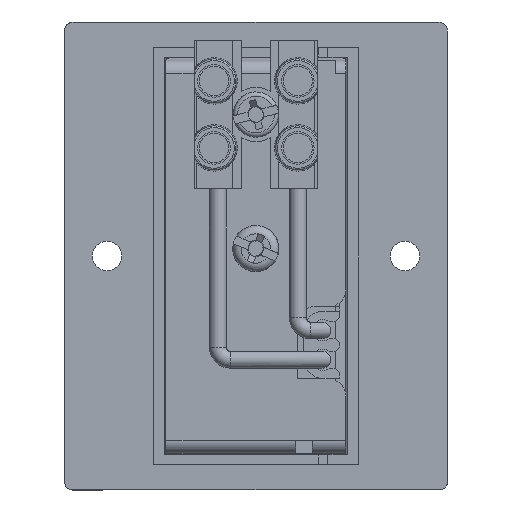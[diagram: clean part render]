
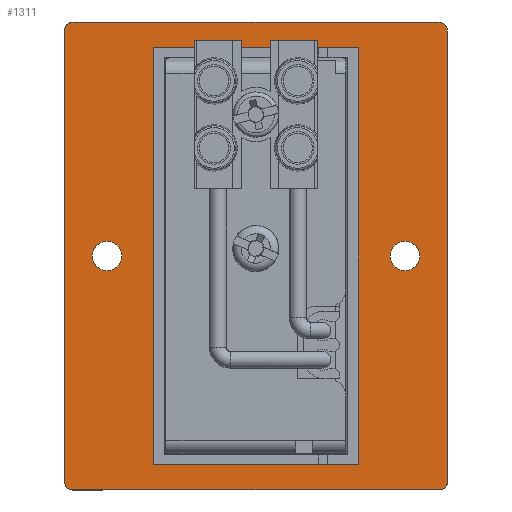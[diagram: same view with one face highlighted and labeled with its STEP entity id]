
A CAD part, left-side view. The second image highlights one B-rep face of the part: STEP entity #1311.
In plain terms, the highlighted face is planar.
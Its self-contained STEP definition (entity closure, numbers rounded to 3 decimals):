
#1311 = ADVANCED_FACE( '', ( #2681, #2682, #2683, #2684 ), #2685, .T. );
#2681 = FACE_BOUND( '', #6360, .T. );
#2682 = FACE_BOUND( '', #6361, .T. );
#2683 = FACE_OUTER_BOUND( '', #6362, .T. );
#2684 = FACE_BOUND( '', #6363, .T. );
#2685 = PLANE( '', #6364 );
#6360 = EDGE_LOOP( '', ( #12484 ) );
#6361 = EDGE_LOOP( '', ( #12485, #12486, #12487, #12488 ) );
#6362 = EDGE_LOOP( '', ( #12489, #12490, #12491, #12492, #12493, #12494, #12495, #12496 ) );
#6363 = EDGE_LOOP( '', ( #12497 ) );
#6364 = AXIS2_PLACEMENT_3D( '', #12498, #12499, #12500 );
#12484 = ORIENTED_EDGE( '', *, *, #15751, .T. );
#12485 = ORIENTED_EDGE( '', *, *, #15187, .F. );
#12486 = ORIENTED_EDGE( '', *, *, #15001, .F. );
#12487 = ORIENTED_EDGE( '', *, *, #15752, .F. );
#12488 = ORIENTED_EDGE( '', *, *, #15753, .F. );
#12489 = ORIENTED_EDGE( '', *, *, #15029, .F. );
#12490 = ORIENTED_EDGE( '', *, *, #15452, .T. );
#12491 = ORIENTED_EDGE( '', *, *, #14782, .F. );
#12492 = ORIENTED_EDGE( '', *, *, #14875, .T. );
#12493 = ORIENTED_EDGE( '', *, *, #15663, .F. );
#12494 = ORIENTED_EDGE( '', *, *, #14984, .T. );
#12495 = ORIENTED_EDGE( '', *, *, #15355, .F. );
#12496 = ORIENTED_EDGE( '', *, *, #15754, .T. );
#12497 = ORIENTED_EDGE( '', *, *, #15164, .T. );
#12498 = CARTESIAN_POINT( '', ( 27.94, -14.478, 0. ) );
#12499 = DIRECTION( '', ( 0., 0., -1. ) );
#12500 = DIRECTION( '', ( -1., 0., 0. ) );
#14782 = EDGE_CURVE( '', #16519, #16520, #16521, .T. );
#14875 = EDGE_CURVE( '', #16519, #16679, #16681, .T. );
#14984 = EDGE_CURVE( '', #16868, #16871, #16873, .T. );
#15001 = EDGE_CURVE( '', #16899, #16901, #16902, .T. );
#15029 = EDGE_CURVE( '', #16949, #16944, #16951, .T. );
#15164 = EDGE_CURVE( '', #17173, #17173, #17174, .F. );
#15187 = EDGE_CURVE( '', #16901, #17210, #17211, .T. );
#15355 = EDGE_CURVE( '', #17477, #16871, #17478, .T. );
#15452 = EDGE_CURVE( '', #16949, #16520, #17633, .T. );
#15663 = EDGE_CURVE( '', #16868, #16679, #17935, .T. );
#15751 = EDGE_CURVE( '', #18055, #18055, #18056, .F. );
#15752 = EDGE_CURVE( '', #18057, #16899, #18058, .T. );
#15753 = EDGE_CURVE( '', #17210, #18057, #18059, .T. );
#15754 = EDGE_CURVE( '', #17477, #16944, #18060, .T. );
#16519 = VERTEX_POINT( '', #19062 );
#16520 = VERTEX_POINT( '', #19063 );
#16521 = LINE( '', #19064, #19065 );
#16679 = VERTEX_POINT( '', #19354 );
#16681 = CIRCLE( '', #19357, 1.075 );
#16868 = VERTEX_POINT( '', #19731 );
#16871 = VERTEX_POINT( '', #19738 );
#16873 = CIRCLE( '', #19741, 1.075 );
#16899 = VERTEX_POINT( '', #19770 );
#16901 = VERTEX_POINT( '', #19773 );
#16902 = LINE( '', #19774, #19775 );
#16944 = VERTEX_POINT( '', #19853 );
#16949 = VERTEX_POINT( '', #19860 );
#16951 = LINE( '', #19863, #19864 );
#17173 = VERTEX_POINT( '', #20784 );
#17174 = CIRCLE( '', #20785, 1.75 );
#17210 = VERTEX_POINT( '', #20833 );
#17211 = LINE( '', #20834, #20835 );
#17477 = VERTEX_POINT( '', #21914 );
#17478 = LINE( '', #21915, #21916 );
#17633 = CIRCLE( '', #22175, 1. );
#17935 = LINE( '', #22697, #22698 );
#18055 = VERTEX_POINT( '', #22867 );
#18056 = CIRCLE( '', #22868, 1.75 );
#18057 = VERTEX_POINT( '', #22869 );
#18058 = LINE( '', #22870, #22871 );
#18059 = LINE( '', #22872, #22873 );
#18060 = CIRCLE( '', #22874, 1. );
#19062 = CARTESIAN_POINT( '', ( 26.865, 22.86, 0. ) );
#19063 = CARTESIAN_POINT( '', ( -26.94, 22.86, 0. ) );
#19064 = CARTESIAN_POINT( '', ( 27.94, 22.86, 0. ) );
#19065 = VECTOR( '', #25002, 1000. );
#19354 = CARTESIAN_POINT( '', ( 27.94, 21.785, 0. ) );
#19357 = AXIS2_PLACEMENT_3D( '', #25106, #25107, #25108 );
#19731 = CARTESIAN_POINT( '', ( 27.94, -21.785, 0. ) );
#19738 = CARTESIAN_POINT( '', ( 26.865, -22.86, 0. ) );
#19741 = AXIS2_PLACEMENT_3D( '', #25209, #25210, #25211 );
#19770 = CARTESIAN_POINT( '', ( -24.892, -12.192, 0. ) );
#19773 = CARTESIAN_POINT( '', ( -24.892, 12.192, 0. ) );
#19774 = CARTESIAN_POINT( '', ( -24.892, -14.478, 0. ) );
#19775 = VECTOR( '', #25240, 1000. );
#19853 = CARTESIAN_POINT( '', ( -27.94, -21.86, 0. ) );
#19860 = CARTESIAN_POINT( '', ( -27.94, 21.86, 0. ) );
#19863 = CARTESIAN_POINT( '', ( -27.94, 14.478, 0. ) );
#19864 = VECTOR( '', #25264, 1000. );
#20784 = CARTESIAN_POINT( '', ( -1.75, -17.78, 0. ) );
#20785 = AXIS2_PLACEMENT_3D( '', #25405, #25406, #25407 );
#20833 = CARTESIAN_POINT( '', ( 24.892, 12.192, 0. ) );
#20834 = CARTESIAN_POINT( '', ( 27.94, 12.192, 0. ) );
#20835 = VECTOR( '', #25432, 1000. );
#21914 = CARTESIAN_POINT( '', ( -26.94, -22.86, 0. ) );
#21915 = CARTESIAN_POINT( '', ( -27.94, -22.86, 0. ) );
#21916 = VECTOR( '', #25611, 1000. );
#22175 = AXIS2_PLACEMENT_3D( '', #25733, #25734, #25735 );
#22697 = CARTESIAN_POINT( '', ( 27.94, -14.478, 0. ) );
#22698 = VECTOR( '', #25967, 1000. );
#22867 = CARTESIAN_POINT( '', ( -1.75, 17.78, 0. ) );
#22868 = AXIS2_PLACEMENT_3D( '', #26061, #26062, #26063 );
#22869 = CARTESIAN_POINT( '', ( 24.892, -12.192, 0. ) );
#22870 = CARTESIAN_POINT( '', ( 27.94, -12.192, 0. ) );
#22871 = VECTOR( '', #26064, 1000. );
#22872 = CARTESIAN_POINT( '', ( 24.892, -14.478, 0. ) );
#22873 = VECTOR( '', #26065, 1000. );
#22874 = AXIS2_PLACEMENT_3D( '', #26066, #26067, #26068 );
#25002 = DIRECTION( '', ( -1., 0., 0. ) );
#25106 = CARTESIAN_POINT( '', ( 26.865, 21.785, 0. ) );
#25107 = DIRECTION( '', ( 0., 0., -1. ) );
#25108 = DIRECTION( '', ( -1., 0., 0. ) );
#25209 = CARTESIAN_POINT( '', ( 26.865, -21.785, 0. ) );
#25210 = DIRECTION( '', ( 0., 0., -1. ) );
#25211 = DIRECTION( '', ( -1., 0., 0. ) );
#25240 = DIRECTION( '', ( 0., 1., 0. ) );
#25264 = DIRECTION( '', ( 0., -1., 0. ) );
#25405 = CARTESIAN_POINT( '', ( 0., -17.78, 0. ) );
#25406 = DIRECTION( '', ( 0., 0., -1. ) );
#25407 = DIRECTION( '', ( -1., 0., 0. ) );
#25432 = DIRECTION( '', ( 1., 0., 0. ) );
#25611 = DIRECTION( '', ( 1., 0., 0. ) );
#25733 = CARTESIAN_POINT( '', ( -26.94, 21.86, 0. ) );
#25734 = DIRECTION( '', ( 0., 0., -1. ) );
#25735 = DIRECTION( '', ( -1., 0., 0. ) );
#25967 = DIRECTION( '', ( 0., 1., 0. ) );
#26061 = CARTESIAN_POINT( '', ( 0., 17.78, 0. ) );
#26062 = DIRECTION( '', ( 0., 0., -1. ) );
#26063 = DIRECTION( '', ( -1., 0., 0. ) );
#26064 = DIRECTION( '', ( -1., 0., 0. ) );
#26065 = DIRECTION( '', ( 0., -1., 0. ) );
#26066 = CARTESIAN_POINT( '', ( -26.94, -21.86, 0. ) );
#26067 = DIRECTION( '', ( 0., 0., -1. ) );
#26068 = DIRECTION( '', ( -1., 0., 0. ) );
